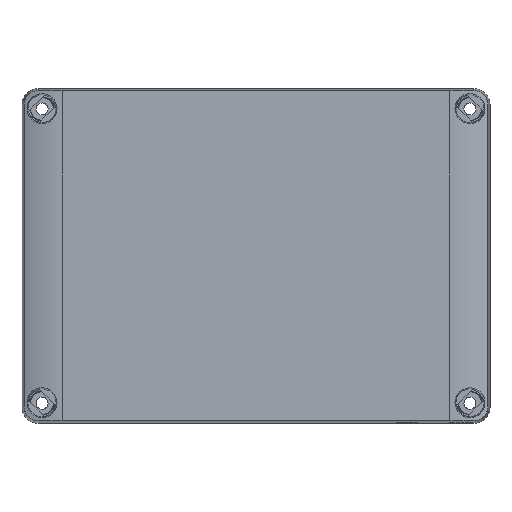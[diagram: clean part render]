
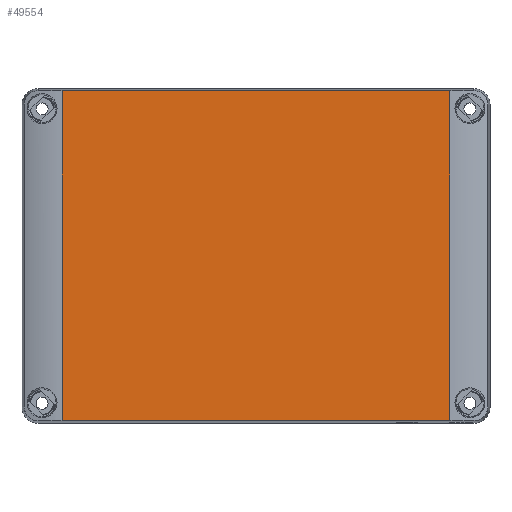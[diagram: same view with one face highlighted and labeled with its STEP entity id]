
A CAD part, top view. The second image highlights one B-rep face of the part: STEP entity #49554.
In plain terms, the highlighted planar face has unit normal (0, 0, 1).
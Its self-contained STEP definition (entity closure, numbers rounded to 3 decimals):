
#46189=DIRECTION('',(1.,0.,0.));
#46190=VECTOR('',#46189,145.);
#46191=CARTESIAN_POINT('',(-72.5,-61.627,50.));
#46192=LINE('',#46191,#46190);
#46341=DIRECTION('',(0.,1.,0.));
#46342=VECTOR('',#46341,123.254);
#46343=CARTESIAN_POINT('',(72.5,-61.627,50.));
#46344=LINE('',#46343,#46342);
#46437=DIRECTION('',(1.,0.,0.));
#46438=VECTOR('',#46437,145.);
#46439=CARTESIAN_POINT('',(-72.5,61.627,50.));
#46440=LINE('',#46439,#46438);
#46450=DIRECTION('',(0.,1.,0.));
#46451=VECTOR('',#46450,123.254);
#46452=CARTESIAN_POINT('',(-72.5,-61.627,50.));
#46453=LINE('',#46452,#46451);
#49076=CARTESIAN_POINT('',(-72.5,-61.627,50.));
#49077=CARTESIAN_POINT('',(72.5,-61.627,50.));
#49078=VERTEX_POINT('',#49076);
#49079=VERTEX_POINT('',#49077);
#49080=CARTESIAN_POINT('',(-72.5,61.627,50.));
#49081=CARTESIAN_POINT('',(72.5,61.627,50.));
#49082=VERTEX_POINT('',#49080);
#49083=VERTEX_POINT('',#49081);
#49542=CARTESIAN_POINT('',(-72.5,-62.5,50.));
#49543=DIRECTION('',(0.,0.,1.));
#49544=DIRECTION('',(1.,0.,0.));
#49545=AXIS2_PLACEMENT_3D('',#49542,#49543,#49544);
#49546=PLANE('',#49545);
#49547=ORIENTED_EDGE('',*,*,#49411,.F.);
#49549=ORIENTED_EDGE('',*,*,#49548,.T.);
#49550=ORIENTED_EDGE('',*,*,#49531,.T.);
#49551=ORIENTED_EDGE('',*,*,#49490,.F.);
#49552=EDGE_LOOP('',(#49547,#49549,#49550,#49551));
#49553=FACE_OUTER_BOUND('',#49552,.F.);
#49554=ADVANCED_FACE('',(#49553),#49546,.T.);
#49411=EDGE_CURVE('',#49078,#49079,#46192,.T.);
#49490=EDGE_CURVE('',#49079,#49083,#46344,.T.);
#49531=EDGE_CURVE('',#49082,#49083,#46440,.T.);
#49548=EDGE_CURVE('',#49078,#49082,#46453,.T.);
